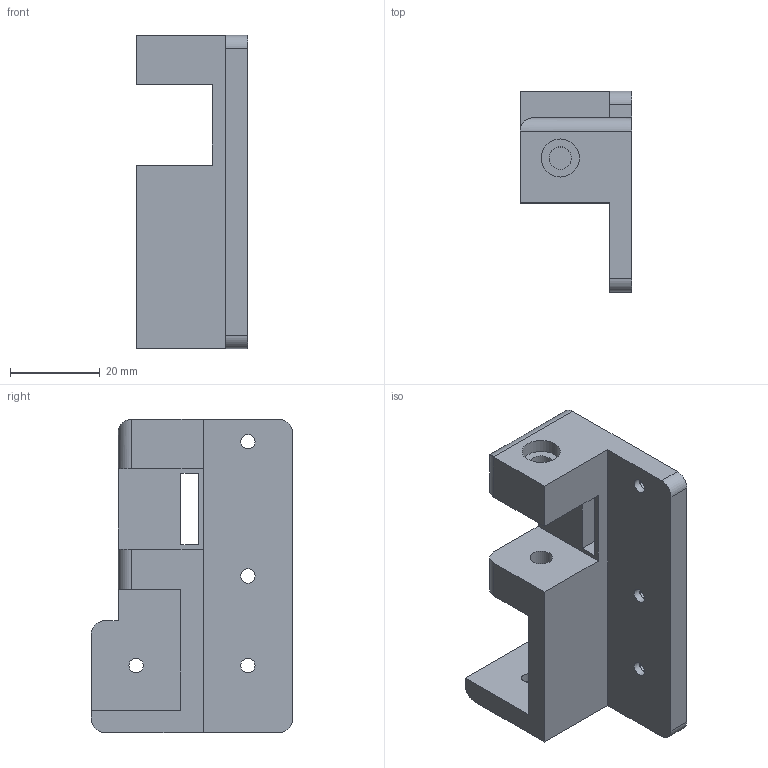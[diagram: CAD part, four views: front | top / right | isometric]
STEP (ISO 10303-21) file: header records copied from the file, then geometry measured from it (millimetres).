
FILE_DESCRIPTION(('FreeCAD Model'),'2;1');
FILE_NAME('Open CASCADE Shape Model','2025-08-09T09:41:53',(''),(''), 'Open CASCADE STEP processor 7.9','FreeCAD','Unknown');
FILE_SCHEMA(('AUTOMOTIVE_DESIGN { 1 0 10303 214 1 1 1 1 }'));
Length unit declared in the file: millimetre
Products named in the file (1): FrontIdlerLeft
Bounding box: 25 x 45 x 70 mm (x, y, z)
Volume: 26519.4 mm3; surface area: 11946.1 mm2
Topology: 1 solids, 1 shells, 92 faces, 259 edges, 171 vertices
Faces by surface type: plane 72, cylinder 20
Full cylindrical faces by diameter (mm): 3.2 x5, 5 x2, 6.1 x5, 8.5 x1
Entity records: 3036 total; most frequent: CARTESIAN_POINT 527, DIRECTION 524, ORIENTED_EDGE 518, EDGE_CURVE 259, AXIS2_PLACEMENT_3D 176, LINE 172, VECTOR 172, VERTEX_POINT 171
